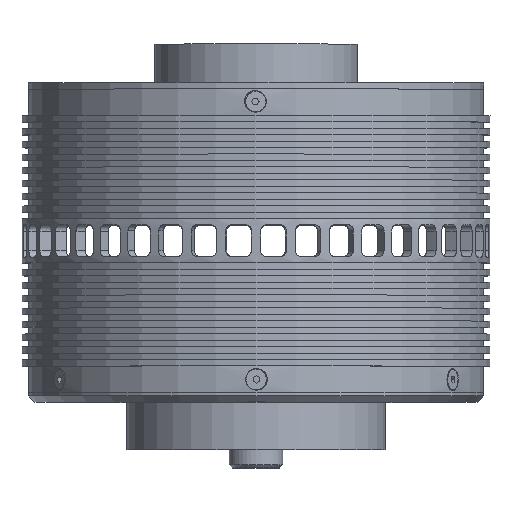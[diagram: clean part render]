
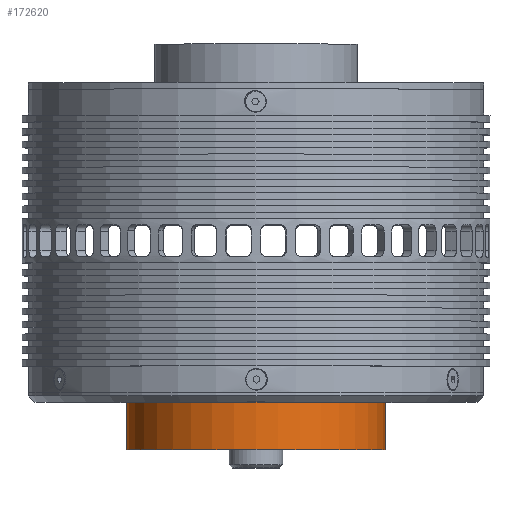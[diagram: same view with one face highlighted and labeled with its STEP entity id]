
A CAD part, top view. The second image highlights one B-rep face of the part: STEP entity #172620.
In plain terms, the highlighted cylindrical face has radius 60 mm (diameter 120 mm), a full revolution.
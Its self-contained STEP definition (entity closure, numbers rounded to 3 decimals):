
#171717 = PLANE('',#171718);
#171718 = AXIS2_PLACEMENT_3D('',#171719,#171720,#171721);
#171719 = CARTESIAN_POINT('',(101.029,132.953,
    155.865));
#171720 = DIRECTION('',(0.,-1.,0.));
#171721 = DIRECTION('',(-0.5,0.,0.866));
#171790 = EDGE_CURVE('',#171791,#171791,#171793,.T.);
#171791 = VERTEX_POINT('',#171792);
#171792 = CARTESIAN_POINT('',(71.029,132.953,
    207.827));
#171793 = SURFACE_CURVE('',#171794,(#171799,#171806),.PCURVE_S1.);
#171794 = CIRCLE('',#171795,60.);
#171795 = AXIS2_PLACEMENT_3D('',#171796,#171797,#171798);
#171796 = CARTESIAN_POINT('',(101.029,132.953,
    155.865));
#171797 = DIRECTION('',(0.,-1.,0.));
#171798 = DIRECTION('',(-0.5,0.,0.866));
#171799 = PCURVE('',#171717,#171800);
#171800 = DEFINITIONAL_REPRESENTATION('',(#171801),#171805);
#171801 = CIRCLE('',#171802,60.);
#171802 = AXIS2_PLACEMENT_2D('',#171803,#171804);
#171803 = CARTESIAN_POINT('',(0.,0.));
#171804 = DIRECTION('',(1.,0.));
#171805 = ( GEOMETRIC_REPRESENTATION_CONTEXT(2) 
PARAMETRIC_REPRESENTATION_CONTEXT() REPRESENTATION_CONTEXT('2D SPACE',''
  ) );
#171806 = PCURVE('',#171807,#171812);
#171807 = CYLINDRICAL_SURFACE('',#171808,60.);
#171808 = AXIS2_PLACEMENT_3D('',#171809,#171810,#171811);
#171809 = CARTESIAN_POINT('',(101.029,154.953,
    155.865));
#171810 = DIRECTION('',(0.,-1.,0.));
#171811 = DIRECTION('',(-0.5,0.,0.866));
#171812 = DEFINITIONAL_REPRESENTATION('',(#171813),#171817);
#171813 = LINE('',#171814,#171815);
#171814 = CARTESIAN_POINT('',(0.,22.));
#171815 = VECTOR('',#171816,1.);
#171816 = DIRECTION('',(1.,0.));
#171817 = ( GEOMETRIC_REPRESENTATION_CONTEXT(2) 
PARAMETRIC_REPRESENTATION_CONTEXT() REPRESENTATION_CONTEXT('2D SPACE',''
  ) );
#172620 = ADVANCED_FACE('',(#172621),#171807,.T.);
#172621 = FACE_BOUND('',#172622,.T.);
#172622 = EDGE_LOOP('',(#172623,#172652,#172673,#172674));
#172623 = ORIENTED_EDGE('',*,*,#172624,.T.);
#172624 = EDGE_CURVE('',#172625,#172625,#172627,.T.);
#172625 = VERTEX_POINT('',#172626);
#172626 = CARTESIAN_POINT('',(71.029,154.953,
    207.827));
#172627 = SURFACE_CURVE('',#172628,(#172633,#172640),.PCURVE_S1.);
#172628 = CIRCLE('',#172629,60.);
#172629 = AXIS2_PLACEMENT_3D('',#172630,#172631,#172632);
#172630 = CARTESIAN_POINT('',(101.029,154.953,
    155.865));
#172631 = DIRECTION('',(0.,-1.,0.));
#172632 = DIRECTION('',(-0.5,0.,0.866));
#172633 = PCURVE('',#171807,#172634);
#172634 = DEFINITIONAL_REPRESENTATION('',(#172635),#172639);
#172635 = LINE('',#172636,#172637);
#172636 = CARTESIAN_POINT('',(0.,0.));
#172637 = VECTOR('',#172638,1.);
#172638 = DIRECTION('',(1.,0.));
#172639 = ( GEOMETRIC_REPRESENTATION_CONTEXT(2) 
PARAMETRIC_REPRESENTATION_CONTEXT() REPRESENTATION_CONTEXT('2D SPACE',''
  ) );
#172640 = PCURVE('',#172641,#172646);
#172641 = PLANE('',#172642);
#172642 = AXIS2_PLACEMENT_3D('',#172643,#172644,#172645);
#172643 = CARTESIAN_POINT('',(101.029,154.953,
    155.865));
#172644 = DIRECTION('',(0.,-1.,0.));
#172645 = DIRECTION('',(-0.5,0.,0.866));
#172646 = DEFINITIONAL_REPRESENTATION('',(#172647),#172651);
#172647 = CIRCLE('',#172648,60.);
#172648 = AXIS2_PLACEMENT_2D('',#172649,#172650);
#172649 = CARTESIAN_POINT('',(0.,0.));
#172650 = DIRECTION('',(1.,-0.));
#172651 = ( GEOMETRIC_REPRESENTATION_CONTEXT(2) 
PARAMETRIC_REPRESENTATION_CONTEXT() REPRESENTATION_CONTEXT('2D SPACE',''
  ) );
#172652 = ORIENTED_EDGE('',*,*,#172653,.T.);
#172653 = EDGE_CURVE('',#172625,#171791,#172654,.T.);
#172654 = SEAM_CURVE('',#172655,(#172659,#172666),.PCURVE_S1.);
#172655 = LINE('',#172656,#172657);
#172656 = CARTESIAN_POINT('',(71.029,154.953,
    207.827));
#172657 = VECTOR('',#172658,1.);
#172658 = DIRECTION('',(0.,-1.,0.));
#172659 = PCURVE('',#171807,#172660);
#172660 = DEFINITIONAL_REPRESENTATION('',(#172661),#172665);
#172661 = LINE('',#172662,#172663);
#172662 = CARTESIAN_POINT('',(0.,0.));
#172663 = VECTOR('',#172664,1.);
#172664 = DIRECTION('',(0.,1.));
#172665 = ( GEOMETRIC_REPRESENTATION_CONTEXT(2) 
PARAMETRIC_REPRESENTATION_CONTEXT() REPRESENTATION_CONTEXT('2D SPACE',''
  ) );
#172666 = PCURVE('',#171807,#172667);
#172667 = DEFINITIONAL_REPRESENTATION('',(#172668),#172672);
#172668 = LINE('',#172669,#172670);
#172669 = CARTESIAN_POINT('',(6.283,0.));
#172670 = VECTOR('',#172671,1.);
#172671 = DIRECTION('',(0.,1.));
#172672 = ( GEOMETRIC_REPRESENTATION_CONTEXT(2) 
PARAMETRIC_REPRESENTATION_CONTEXT() REPRESENTATION_CONTEXT('2D SPACE',''
  ) );
#172673 = ORIENTED_EDGE('',*,*,#171790,.F.);
#172674 = ORIENTED_EDGE('',*,*,#172653,.F.);
